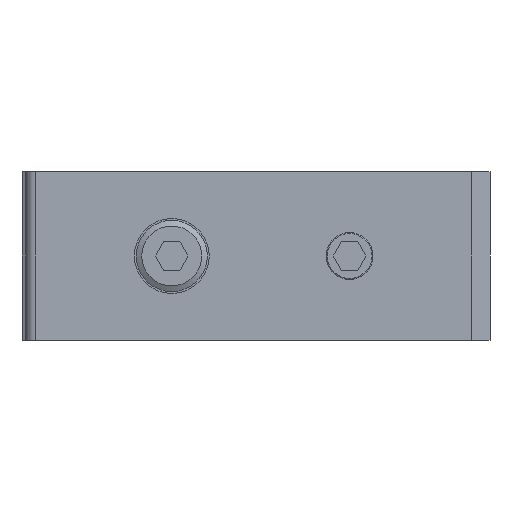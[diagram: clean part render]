
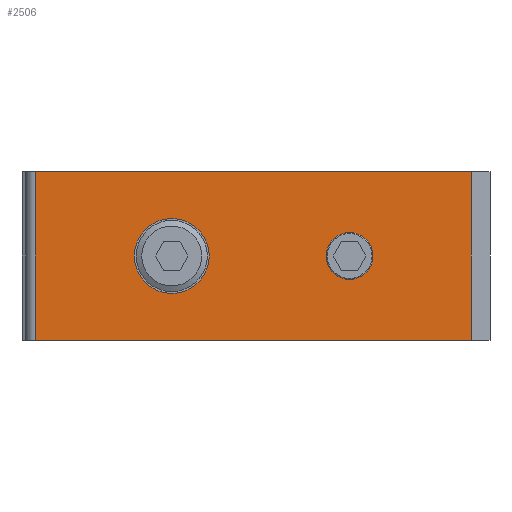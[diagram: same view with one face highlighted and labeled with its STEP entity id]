
A CAD part, left-side view. The second image highlights one B-rep face of the part: STEP entity #2506.
In plain terms, the highlighted planar face has unit normal (-1, 0, 0).
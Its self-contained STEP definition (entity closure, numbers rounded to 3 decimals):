
#106=FACE_BOUND('',#484,.T.);
#107=FACE_BOUND('',#485,.T.);
#204=CIRCLE('',#2713,1.25);
#205=CIRCLE('',#2714,1.25);
#225=CIRCLE('',#2754,2.);
#226=CIRCLE('',#2755,2.);
#341=FACE_OUTER_BOUND('',#483,.T.);
#483=EDGE_LOOP('',(#2002,#2003,#2004,#2005));
#484=EDGE_LOOP('',(#2006,#2007));
#485=EDGE_LOOP('',(#2008,#2009));
#572=LINE('',#3657,#770);
#693=LINE('',#4372,#891);
#695=LINE('',#4378,#893);
#696=LINE('',#4379,#894);
#770=VECTOR('',#2927,10.);
#891=VECTOR('',#3350,10.);
#893=VECTOR('',#3356,10.);
#894=VECTOR('',#3357,10.);
#964=VERTEX_POINT('',#3615);
#984=VERTEX_POINT('',#3655);
#1098=VERTEX_POINT('',#4227);
#1099=VERTEX_POINT('',#4228);
#1133=VERTEX_POINT('',#4371);
#1135=VERTEX_POINT('',#4377);
#1136=VERTEX_POINT('',#4380);
#1137=VERTEX_POINT('',#4381);
#1232=EDGE_CURVE('',#984,#964,#572,.T.);
#1399=EDGE_CURVE('',#1098,#1099,#204,.T.);
#1400=EDGE_CURVE('',#1099,#1098,#205,.T.);
#1448=EDGE_CURVE('',#964,#1133,#693,.T.);
#1451=EDGE_CURVE('',#1135,#984,#695,.T.);
#1452=EDGE_CURVE('',#1133,#1135,#696,.T.);
#1453=EDGE_CURVE('',#1136,#1137,#225,.T.);
#1454=EDGE_CURVE('',#1137,#1136,#226,.T.);
#2002=ORIENTED_EDGE('',*,*,#1448,.F.);
#2003=ORIENTED_EDGE('',*,*,#1232,.F.);
#2004=ORIENTED_EDGE('',*,*,#1451,.F.);
#2005=ORIENTED_EDGE('',*,*,#1452,.F.);
#2006=ORIENTED_EDGE('',*,*,#1453,.T.);
#2007=ORIENTED_EDGE('',*,*,#1454,.T.);
#2008=ORIENTED_EDGE('',*,*,#1399,.T.);
#2009=ORIENTED_EDGE('',*,*,#1400,.T.);
#2268=PLANE('',#2753);
#2506=ADVANCED_FACE('',(#341,#106,#107),#2268,.T.);
#2713=AXIS2_PLACEMENT_3D('',#4229,#3244,#3245);
#2714=AXIS2_PLACEMENT_3D('',#4230,#3246,#3247);
#2753=AXIS2_PLACEMENT_3D('',#4376,#3354,#3355);
#2754=AXIS2_PLACEMENT_3D('',#4382,#3358,#3359);
#2755=AXIS2_PLACEMENT_3D('',#4383,#3360,#3361);
#2927=DIRECTION('',(0.,1.,0.));
#3244=DIRECTION('center_axis',(1.,0.,0.));
#3245=DIRECTION('ref_axis',(0.,0.,-1.));
#3246=DIRECTION('center_axis',(1.,0.,0.));
#3247=DIRECTION('ref_axis',(0.,0.,-1.));
#3350=DIRECTION('',(0.,0.,1.));
#3354=DIRECTION('center_axis',(-1.,0.,0.));
#3355=DIRECTION('ref_axis',(0.,-1.,0.));
#3356=DIRECTION('',(0.,0.,-1.));
#3357=DIRECTION('',(0.,-1.,0.));
#3358=DIRECTION('center_axis',(1.,0.,0.));
#3359=DIRECTION('ref_axis',(0.,0.,-1.));
#3360=DIRECTION('center_axis',(1.,0.,0.));
#3361=DIRECTION('ref_axis',(0.,0.,-1.));
#3615=CARTESIAN_POINT('',(-12.5,11.794,-4.5));
#3655=CARTESIAN_POINT('',(-12.5,-11.5,-4.5));
#3657=CARTESIAN_POINT('',(-12.5,-12.5,-4.5));
#4227=CARTESIAN_POINT('',(-12.5,-5.,-1.25));
#4228=CARTESIAN_POINT('',(-12.5,-5.,1.25));
#4229=CARTESIAN_POINT('Origin',(-12.5,-5.,0.));
#4230=CARTESIAN_POINT('Origin',(-12.5,-5.,0.));
#4371=CARTESIAN_POINT('',(-12.5,11.794,4.5));
#4372=CARTESIAN_POINT('',(-12.5,11.794,4.5));
#4376=CARTESIAN_POINT('Origin',(-12.5,12.5,0.));
#4377=CARTESIAN_POINT('',(-12.5,-11.5,4.5));
#4378=CARTESIAN_POINT('',(-12.5,-11.5,0.));
#4379=CARTESIAN_POINT('',(-12.5,-12.5,4.5));
#4380=CARTESIAN_POINT('',(-12.5,4.5,-2.));
#4381=CARTESIAN_POINT('',(-12.5,4.5,2.));
#4382=CARTESIAN_POINT('Origin',(-12.5,4.5,0.));
#4383=CARTESIAN_POINT('Origin',(-12.5,4.5,0.));
